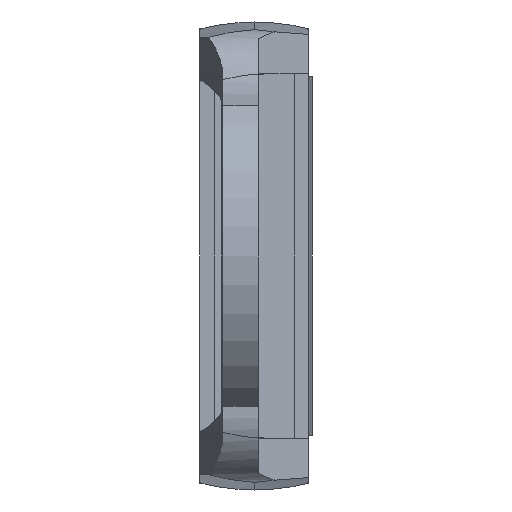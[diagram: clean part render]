
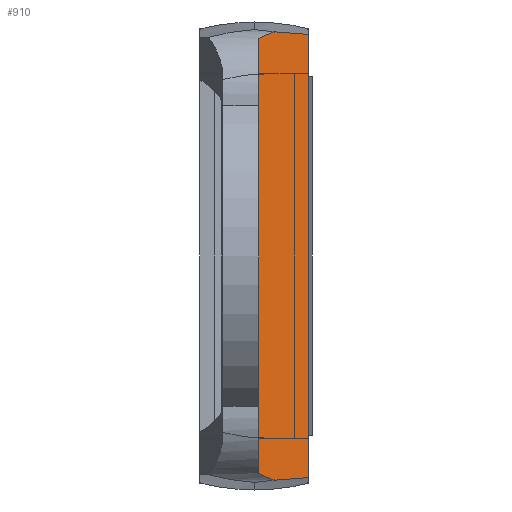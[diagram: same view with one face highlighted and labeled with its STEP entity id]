
A CAD part, left-side view. The second image highlights one B-rep face of the part: STEP entity #910.
In plain terms, the highlighted face is planar.
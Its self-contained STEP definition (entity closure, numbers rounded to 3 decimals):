
#40 = CARTESIAN_POINT ( 'NONE',  ( -15.568, -3.018, -9.532 ) ) ;
#46 =( BOUNDED_CURVE ( )  B_SPLINE_CURVE ( 3, ( #1372, #1380, #1520, #53 ),
 .UNSPECIFIED., .F., .F. ) 
 B_SPLINE_CURVE_WITH_KNOTS ( ( 4, 4 ),
 ( 1.047, 1.298 ),
 .UNSPECIFIED. ) 
 CURVE ( )  GEOMETRIC_REPRESENTATION_ITEM ( )  RATIONAL_B_SPLINE_CURVE ( ( 1., 0.995, 0.995, 1. ) ) 
 REPRESENTATION_ITEM ( '' )  );
#53 = CARTESIAN_POINT ( 'NONE',  ( 15.613, -1.451, -11.099 ) ) ;
#78 = B_SPLINE_CURVE_WITH_KNOTS ( 'NONE', 3,
 ( #721, #402, #127, #763 ),
 .UNSPECIFIED., .F., .F.,
 ( 4, 4 ),
 ( 0.002, 0.005 ),
 .UNSPECIFIED. ) ;
#79 = DIRECTION ( 'NONE',  ( 1., 0., 0. ) ) ;
#127 = CARTESIAN_POINT ( 'NONE',  ( 15.568, -3.018, -9.532 ) ) ;
#139 = VERTEX_POINT ( 'NONE', #713 ) ;
#247 = ORIENTED_EDGE ( 'NONE', *, *, #1701, .T. ) ;
#289 = ORIENTED_EDGE ( 'NONE', *, *, #1818, .T. ) ;
#295 = CARTESIAN_POINT ( 'NONE',  ( -16.3, -3.8, -8.75 ) ) ;
#322 = VECTOR ( 'NONE', #79, 1000. ) ;
#354 = FACE_OUTER_BOUND ( 'NONE', #795, .T. ) ;
#402 = CARTESIAN_POINT ( 'NONE',  ( 15.625, -2.235, -10.315 ) ) ;
#419 = CARTESIAN_POINT ( 'NONE',  ( 15.613, -1.451, -11.099 ) ) ;
#451 = DIRECTION ( 'NONE',  ( 0., -0.707, -0.707 ) ) ;
#471 = CARTESIAN_POINT ( 'NONE',  ( 15.128, -0.3, -12.25 ) ) ;
#490 = EDGE_CURVE ( 'NONE', #139, #1835, #1065, .T. ) ;
#517 = ORIENTED_EDGE ( 'NONE', *, *, #1316, .T. ) ;
#558 = CARTESIAN_POINT ( 'NONE',  ( -15.5, -1.048, -11.502 ) ) ;
#655 = LINE ( 'NONE', #1548, #322 ) ;
#660 = AXIS2_PLACEMENT_3D ( 'NONE', #1457, #451, #1130 ) ;
#671 = ORIENTED_EDGE ( 'NONE', *, *, #2059, .F. ) ;
#682 = CARTESIAN_POINT ( 'NONE',  ( -15.613, -1.451, -11.099 ) ) ;
#713 = CARTESIAN_POINT ( 'NONE',  ( -15.613, -1.451, -11.099 ) ) ;
#721 = CARTESIAN_POINT ( 'NONE',  ( 15.613, -1.451, -11.099 ) ) ;
#737 = CARTESIAN_POINT ( 'NONE',  ( -15.338, -0.662, -11.888 ) ) ;
#763 = CARTESIAN_POINT ( 'NONE',  ( 15.435, -3.8, -8.75 ) ) ;
#795 = EDGE_LOOP ( 'NONE', ( #289, #671, #1170, #247, #517, #1415 ) ) ;
#900 = CARTESIAN_POINT ( 'NONE',  ( -15.613, -1.451, -11.099 ) ) ;
#910 = ADVANCED_FACE ( 'NONE', ( #354 ), #1289, .T. ) ;
#1004 = VERTEX_POINT ( 'NONE', #471 ) ;
#1065 = B_SPLINE_CURVE_WITH_KNOTS ( 'NONE', 3,
 ( #682, #1517, #40, #1193 ),
 .UNSPECIFIED., .F., .F.,
 ( 4, 4 ),
 ( 0.002, 0.005 ),
 .UNSPECIFIED. ) ;
#1130 = DIRECTION ( 'NONE',  ( 0., 0.707, -0.707 ) ) ;
#1170 = ORIENTED_EDGE ( 'NONE', *, *, #490, .F. ) ;
#1185 = LINE ( 'NONE', #295, #1761 ) ;
#1193 = CARTESIAN_POINT ( 'NONE',  ( -15.435, -3.8, -8.75 ) ) ;
#1229 = VERTEX_POINT ( 'NONE', #1340 ) ;
#1289 = PLANE ( 'NONE',  #660 ) ;
#1316 = EDGE_CURVE ( 'NONE', #1229, #1004, #655, .T. ) ;
#1340 = CARTESIAN_POINT ( 'NONE',  ( -15.128, -0.3, -12.25 ) ) ;
#1372 = CARTESIAN_POINT ( 'NONE',  ( 15.128, -0.3, -12.25 ) ) ;
#1380 = CARTESIAN_POINT ( 'NONE',  ( 15.338, -0.662, -11.888 ) ) ;
#1409 = VERTEX_POINT ( 'NONE', #419 ) ;
#1415 = ORIENTED_EDGE ( 'NONE', *, *, #1604, .T. ) ;
#1453 = CARTESIAN_POINT ( 'NONE',  ( -15.435, -3.8, -8.75 ) ) ;
#1457 = CARTESIAN_POINT ( 'NONE',  ( -16.3, -0.3, -12.25 ) ) ;
#1483 = VERTEX_POINT ( 'NONE', #2151 ) ;
#1517 = CARTESIAN_POINT ( 'NONE',  ( -15.625, -2.235, -10.315 ) ) ;
#1520 = CARTESIAN_POINT ( 'NONE',  ( 15.5, -1.048, -11.502 ) ) ;
#1548 = CARTESIAN_POINT ( 'NONE',  ( -16.3, -0.3, -12.25 ) ) ;
#1604 = EDGE_CURVE ( 'NONE', #1004, #1409, #46, .T. ) ;
#1701 = EDGE_CURVE ( 'NONE', #139, #1229, #1719, .T. ) ;
#1719 =( BOUNDED_CURVE ( )  B_SPLINE_CURVE ( 3, ( #900, #558, #737, #2104 ),
 .UNSPECIFIED., .F., .F. ) 
 B_SPLINE_CURVE_WITH_KNOTS ( ( 4, 4 ),
 ( 4.986, 5.236 ),
 .UNSPECIFIED. ) 
 CURVE ( )  GEOMETRIC_REPRESENTATION_ITEM ( )  RATIONAL_B_SPLINE_CURVE ( ( 1., 0.995, 0.995, 1. ) ) 
 REPRESENTATION_ITEM ( '' )  );
#1761 = VECTOR ( 'NONE', #1979, 1000. ) ;
#1818 = EDGE_CURVE ( 'NONE', #1409, #1483, #78, .T. ) ;
#1835 = VERTEX_POINT ( 'NONE', #1453 ) ;
#1979 = DIRECTION ( 'NONE',  ( 1., 0., 0. ) ) ;
#2059 = EDGE_CURVE ( 'NONE', #1835, #1483, #1185, .T. ) ;
#2104 = CARTESIAN_POINT ( 'NONE',  ( -15.128, -0.3, -12.25 ) ) ;
#2151 = CARTESIAN_POINT ( 'NONE',  ( 15.435, -3.8, -8.75 ) ) ;
